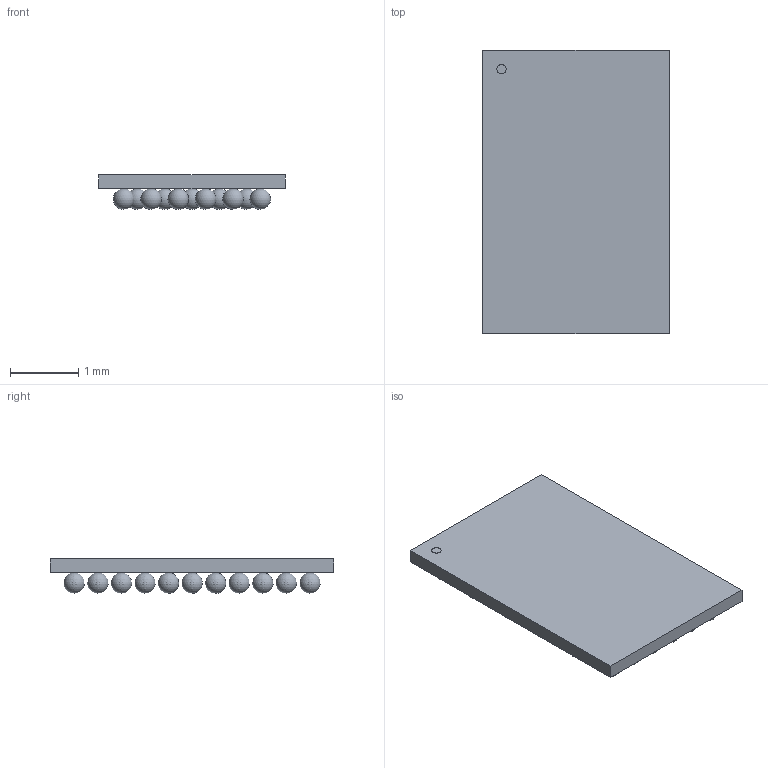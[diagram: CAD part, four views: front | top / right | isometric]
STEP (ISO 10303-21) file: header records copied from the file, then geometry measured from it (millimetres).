
FILE_DESCRIPTION(('STEP AP214'),'1');
FILE_NAME('CS47L63-CWZR_CIR','2024-10-13T02:17:51',(''),(''),'','','');
FILE_SCHEMA(('AUTOMOTIVE_DESIGN'));
Length unit declared in the file: millimetre
Products named in the file (1): product
Bounding box: 2.73 x 4.15 x 0.51 mm (x, y, z)
Volume: 3.2 mm3; surface area: 43.3 mm2
Topology: 63 solids, 63 shells, 70 faces, 198 edges, 132 vertices
Faces by surface type: sphere 61, plane 8, cylinder 1
Full cylindrical faces by diameter (mm): 0.136 x1
Entity records: 922 total; most frequent: DIRECTION 160, CARTESIAN_POINT 84, AXIS2_PLACEMENT_3D 74, STYLED_ITEM 70, ADVANCED_FACE 70, MANIFOLD_SOLID_BREP 63, CLOSED_SHELL 63, SPHERICAL_SURFACE 61
